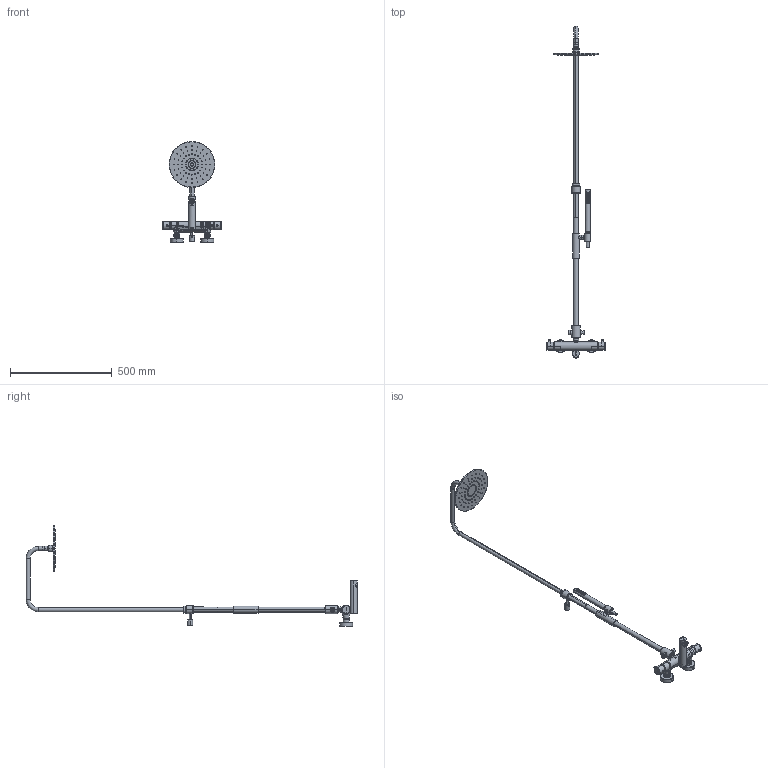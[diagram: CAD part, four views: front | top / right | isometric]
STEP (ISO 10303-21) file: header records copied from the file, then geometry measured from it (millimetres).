
FILE_DESCRIPTION((''),'2;1');
FILE_NAME('ZCOL721LIQCR','2021-11-11T15:28:13',('ut3'),('PAFFONI SpA'),'CREO PARAMETRIC BY PTC INC, 2020044','CREO PARAMETRIC BY PTC INC, 2020044','');
FILE_SCHEMA(('CONFIG_CONTROL_DESIGN','SHAPE_APPEARANCE_LAYERS_GROUPS'));
Products named in the file (1): ZCOL721LIQCR
Bounding box: 287.73 x 1629.6 x 495.2 mm (x, y, z)
Volume: 1069665.4 mm3; surface area: 640540.7 mm2
Topology: 19 solids, 19 shells, 5567 faces, 15097 edges, 9765 vertices
Faces by surface type: plane 3758, cylinder 913, cone 504, bspline 169, torus 165, sphere 58
Entity records: 274484 total; most frequent: CARTESIAN_POINT 97008, ORIENTED_EDGE 30126, DIRECTION 25933, EDGE_CURVE 15063, VERTEX_POINT 9765, AXIS2_PLACEMENT_3D 9354, EDGE_LOOP 7324, VECTOR 7225
